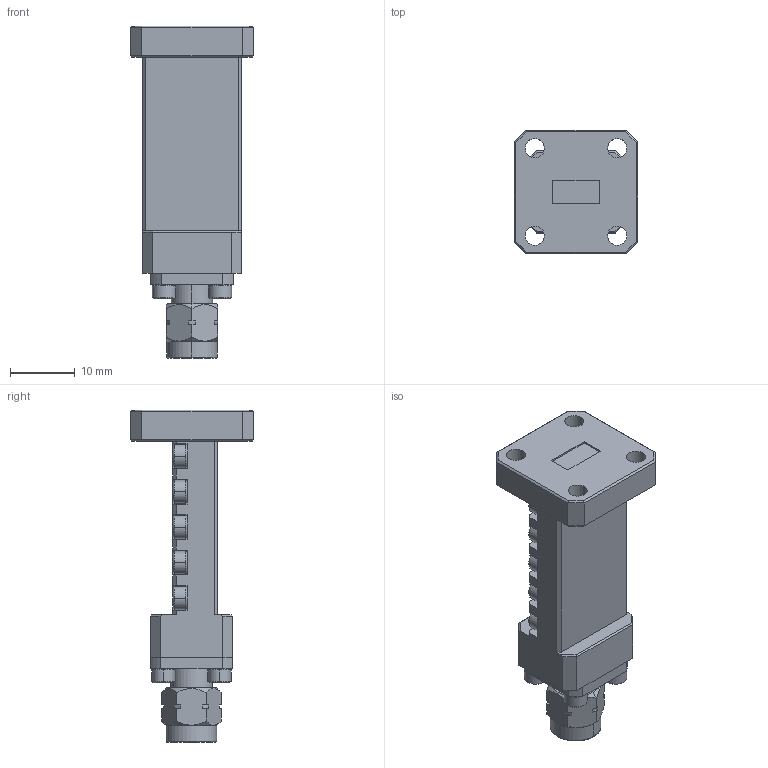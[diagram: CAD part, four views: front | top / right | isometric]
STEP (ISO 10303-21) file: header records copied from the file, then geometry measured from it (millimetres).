
FILE_DESCRIPTION (( 'STEP AP203' ), '1' );
FILE_NAME ('SWC-2434831805-282F-E1.STEP', '2023-04-26T18:41:33', ( '' ), ( '' ), 'SwSTEP 2.0', 'SolidWorks 2021', '' );
FILE_SCHEMA (( 'CONFIG_CONTROL_DESIGN' ));
Length unit declared in the file: inch
Products named in the file (1): SWC-2434831805-282F-E1
Bounding box: 19.05 x 19.05 x 51.13 mm (x, y, z)
Volume: 6331.3 mm3; surface area: 4440.6 mm2
Topology: 16 solids, 16 shells, 515 faces, 1095 edges, 644 vertices
Faces by surface type: plane 260, cone 162, cylinder 91, bspline 2
Entity records: 14094 total; most frequent: CARTESIAN_POINT 2963, DIRECTION 2357, ORIENTED_EDGE 2190, EDGE_CURVE 1095, AXIS2_PLACEMENT_3D 858, VERTEX_POINT 644, LINE 641, VECTOR 641
